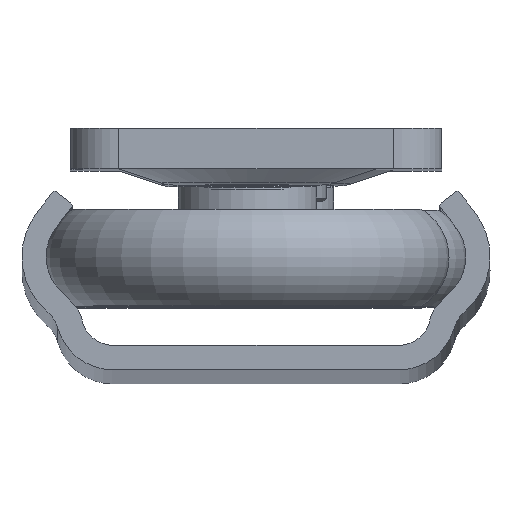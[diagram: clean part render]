
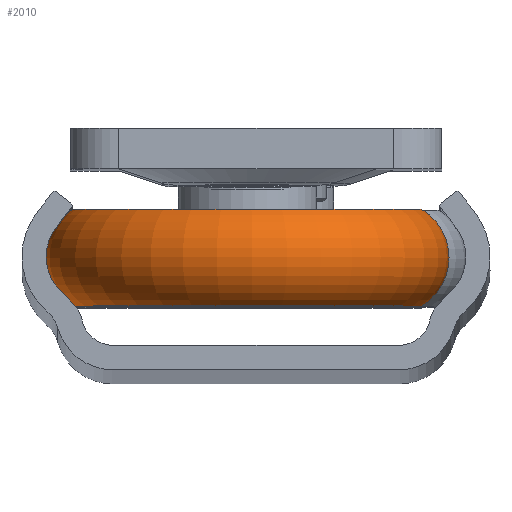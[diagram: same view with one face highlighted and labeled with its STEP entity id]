
A CAD part, top view. The second image highlights one B-rep face of the part: STEP entity #2010.
In plain terms, the highlighted toroidal (fillet/blend) face has major radius 9 mm and minor radius 3.5 mm.
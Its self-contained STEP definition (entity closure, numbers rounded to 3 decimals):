
#136=TOROIDAL_SURFACE('',#2275,9.,3.5);
#211=FACE_BOUND('',#776,.T.);
#386=CIRCLE('',#2274,10.803);
#387=CIRCLE('',#2276,10.803);
#569=FACE_OUTER_BOUND('',#775,.T.);
#775=EDGE_LOOP('',(#1785));
#776=EDGE_LOOP('',(#1786));
#1149=VERTEX_POINT('',#3522);
#1150=VERTEX_POINT('',#3525);
#1373=EDGE_CURVE('',#1149,#1149,#386,.T.);
#1374=EDGE_CURVE('',#1150,#1150,#387,.T.);
#1785=ORIENTED_EDGE('',*,*,#1374,.F.);
#1786=ORIENTED_EDGE('',*,*,#1373,.T.);
#2010=ADVANCED_FACE('',(#569,#211),#136,.T.);
#2274=AXIS2_PLACEMENT_3D('',#3523,#2888,#2889);
#2275=AXIS2_PLACEMENT_3D('',#3524,#2890,#2891);
#2276=AXIS2_PLACEMENT_3D('',#3526,#2892,#2893);
#2888=DIRECTION('center_axis',(-1.,0.,0.));
#2889=DIRECTION('ref_axis',(0.,1.,0.));
#2890=DIRECTION('center_axis',(-1.,0.,0.));
#2891=DIRECTION('ref_axis',(0.,0.,1.));
#2892=DIRECTION('center_axis',(-1.,0.,0.));
#2893=DIRECTION('ref_axis',(0.,1.,0.));
#3522=CARTESIAN_POINT('',(6.,10.803,0.));
#3523=CARTESIAN_POINT('Origin',(6.,0.,0.));
#3524=CARTESIAN_POINT('Origin',(3.,0.,0.));
#3525=CARTESIAN_POINT('',(0.,10.803,0.));
#3526=CARTESIAN_POINT('Origin',(0.,0.,0.));
